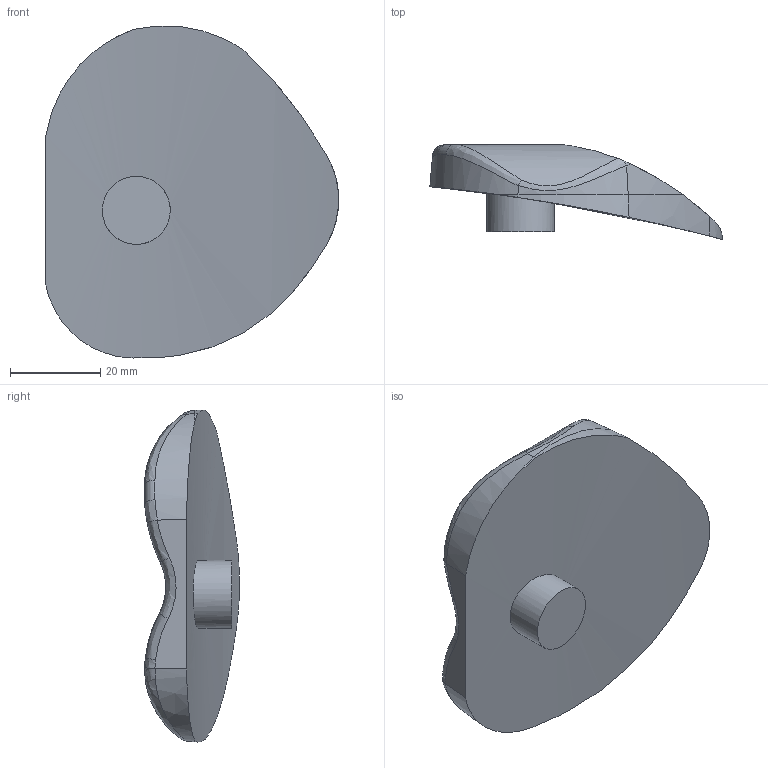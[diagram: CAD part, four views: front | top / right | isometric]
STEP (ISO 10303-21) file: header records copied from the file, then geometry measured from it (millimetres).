
FILE_DESCRIPTION(/* description */ (''),/* implementation_level */ '2;1');
FILE_NAME(/* name */ 'Parte de la prostata 1.stp',/* time_stamp */ '2023-08-25T11:00:27-05:00',/* author */ ('gdpg'),/* organization */ (''),/* preprocessor_version */ 'ST-DEVELOPER v19.2',/* originating_system */ 'Autodesk Inventor 2024',/* authorisation */ '');
FILE_SCHEMA (('AUTOMOTIVE_DESIGN { 1 0 10303 214 3 1 1 }'));
Length unit declared in the file: millimetre
Products named in the file (1): Tubo de prostata
Bounding box: 64.62 x 20.94 x 73.39 mm (x, y, z)
Volume: 38070.6 mm3; surface area: 9649.2 mm2
Topology: 1 solids, 1 shells, 46 faces, 121 edges, 78 vertices
Faces by surface type: bspline 24, cylinder 12, cone 6, plane 3, torus 1
Full cylindrical faces by diameter (mm): 15 x1
Entity records: 2405 total; most frequent: CARTESIAN_POINT 1391, ORIENTED_EDGE 242, EDGE_CURVE 121, DIRECTION 113, B_SPLINE_CURVE_WITH_KNOTS 78, VERTEX_POINT 78, AXIS2_PLACEMENT_3D 49, EDGE_LOOP 47
